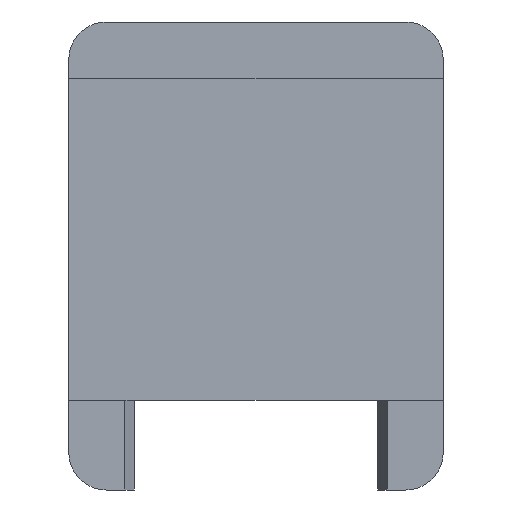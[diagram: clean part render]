
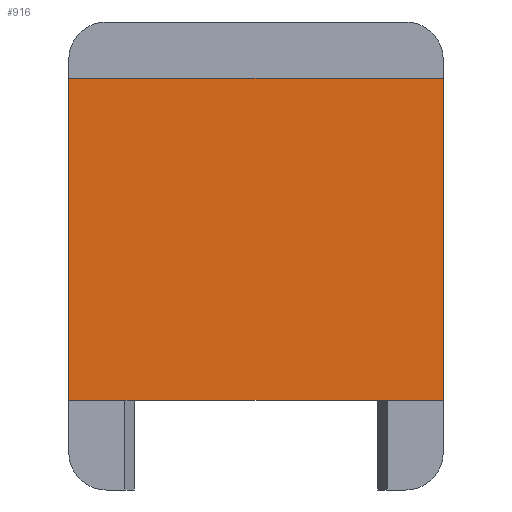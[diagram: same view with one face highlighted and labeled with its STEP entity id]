
A CAD part, front view. The second image highlights one B-rep face of the part: STEP entity #916.
In plain terms, the highlighted planar face has unit normal (0, -1, 0).
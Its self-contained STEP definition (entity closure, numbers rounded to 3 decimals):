
#43 = LINE ( 'NONE', #773, #1285 ) ;
#53 = DIRECTION ( 'NONE',  ( -1., 0., 0. ) ) ;
#83 = ORIENTED_EDGE ( 'NONE', *, *, #817, .F. ) ;
#92 = DIRECTION ( 'NONE',  ( 0., 0., 1. ) ) ;
#158 = EDGE_CURVE ( 'NONE', #1724, #1196, #751, .T. ) ;
#187 = DIRECTION ( 'NONE',  ( -1., 0., 0. ) ) ;
#195 = CARTESIAN_POINT ( 'NONE',  ( 7., 17.5, 4.8 ) ) ;
#233 = CARTESIAN_POINT ( 'NONE',  ( 0., 17.5, 13.4 ) ) ;
#272 = DIRECTION ( 'NONE',  ( -1., 0., 0. ) ) ;
#304 = VECTOR ( 'NONE', #272, 1000. ) ;
#330 = DIRECTION ( 'NONE',  ( 1., 0., 0. ) ) ;
#477 = LINE ( 'NONE', #875, #993 ) ;
#485 = CARTESIAN_POINT ( 'NONE',  ( -7., 17.5, 4.8 ) ) ;
#503 = DIRECTION ( 'NONE',  ( -1., 0., 0. ) ) ;
#524 = EDGE_CURVE ( 'NONE', #1309, #1472, #878, .T. ) ;
#563 = CARTESIAN_POINT ( 'NONE',  ( 10., 17.5, 4.8 ) ) ;
#604 = DIRECTION ( 'NONE',  ( 0., 0., -1. ) ) ;
#671 = CARTESIAN_POINT ( 'NONE',  ( 0., 17.5, 4.8 ) ) ;
#684 = VERTEX_POINT ( 'NONE', #485 ) ;
#720 = VERTEX_POINT ( 'NONE', #999 ) ;
#736 = VECTOR ( 'NONE', #53, 1000. ) ;
#744 = ORIENTED_EDGE ( 'NONE', *, *, #1112, .F. ) ;
#751 = LINE ( 'NONE', #1286, #736 ) ;
#773 = CARTESIAN_POINT ( 'NONE',  ( -10., 17.5, 7.7 ) ) ;
#817 = EDGE_CURVE ( 'NONE', #720, #1309, #43, .T. ) ;
#823 = LINE ( 'NONE', #1537, #1084 ) ;
#850 = ORIENTED_EDGE ( 'NONE', *, *, #997, .F. ) ;
#875 = CARTESIAN_POINT ( 'NONE',  ( 10., 17.5, 18.2 ) ) ;
#878 = LINE ( 'NONE', #1428, #1144 ) ;
#903 = PLANE ( 'NONE',  #1104 ) ;
#907 = ORIENTED_EDGE ( 'NONE', *, *, #1177, .F. ) ;
#916 = ADVANCED_FACE ( 'NONE', ( #1216 ), #903, .T. ) ;
#993 = VECTOR ( 'NONE', #604, 1000. ) ;
#997 = EDGE_CURVE ( 'NONE', #1196, #684, #1439, .T. ) ;
#999 = CARTESIAN_POINT ( 'NONE',  ( -10., 17.5, 4.8 ) ) ;
#1084 = VECTOR ( 'NONE', #187, 1000. ) ;
#1093 = CARTESIAN_POINT ( 'NONE',  ( -10., 17.5, 22. ) ) ;
#1104 = AXIS2_PLACEMENT_3D ( 'NONE', #233, #1424, #503 ) ;
#1112 = EDGE_CURVE ( 'NONE', #684, #720, #823, .T. ) ;
#1144 = VECTOR ( 'NONE', #330, 1000. ) ;
#1177 = EDGE_CURVE ( 'NONE', #1472, #1724, #477, .T. ) ;
#1196 = VERTEX_POINT ( 'NONE', #195 ) ;
#1216 = FACE_OUTER_BOUND ( 'NONE', #1305, .T. ) ;
#1285 = VECTOR ( 'NONE', #92, 1000. ) ;
#1286 = CARTESIAN_POINT ( 'NONE',  ( 0., 17.5, 4.8 ) ) ;
#1305 = EDGE_LOOP ( 'NONE', ( #83, #744, #850, #1457, #907, #1402 ) ) ;
#1309 = VERTEX_POINT ( 'NONE', #1093 ) ;
#1402 = ORIENTED_EDGE ( 'NONE', *, *, #524, .F. ) ;
#1424 = DIRECTION ( 'NONE',  ( 0., -1., 0. ) ) ;
#1428 = CARTESIAN_POINT ( 'NONE',  ( 0., 17.5, 22. ) ) ;
#1439 = LINE ( 'NONE', #671, #304 ) ;
#1457 = ORIENTED_EDGE ( 'NONE', *, *, #158, .F. ) ;
#1472 = VERTEX_POINT ( 'NONE', #1723 ) ;
#1537 = CARTESIAN_POINT ( 'NONE',  ( 0., 17.5, 4.8 ) ) ;
#1723 = CARTESIAN_POINT ( 'NONE',  ( 10., 17.5, 22. ) ) ;
#1724 = VERTEX_POINT ( 'NONE', #563 ) ;
